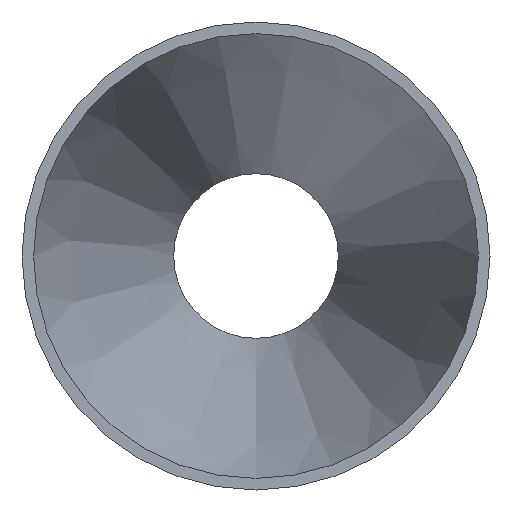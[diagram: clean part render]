
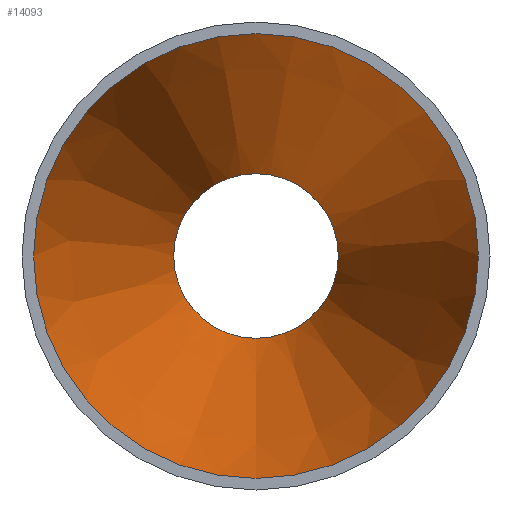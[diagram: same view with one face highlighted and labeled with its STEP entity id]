
A CAD part, front view. The second image highlights one B-rep face of the part: STEP entity #14093.
In plain terms, the highlighted conical face has half-angle 15.613 degrees and reference radius 39.923 mm.
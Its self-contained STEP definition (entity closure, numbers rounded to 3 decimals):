
#1801 = CARTESIAN_POINT ( 'NONE',  ( 0., 0., -39.923 ) ) ;
#1952 = DIRECTION ( 'NONE',  ( 0., 0., -1. ) ) ;
#2099 = AXIS2_PLACEMENT_3D ( 'NONE', #9559, #5097, #12571 ) ;
#3747 = DIRECTION ( 'NONE',  ( 0., -1., 0. ) ) ;
#4044 = CARTESIAN_POINT ( 'NONE',  ( 0., 0., 0. ) ) ;
#5097 = DIRECTION ( 'NONE',  ( 0., -1., 0. ) ) ;
#8356 = CARTESIAN_POINT ( 'NONE',  ( 0., 90., -14.773 ) ) ;
#8656 = VERTEX_POINT ( 'NONE', #1801 ) ;
#9559 = CARTESIAN_POINT ( 'NONE',  ( 0., 90., 0. ) ) ;
#10174 = CONICAL_SURFACE ( 'NONE', #17387, 39.923, 0.272 ) ;
#11241 = EDGE_CURVE ( 'NONE', #19921, #19921, #27885, .T. ) ;
#11633 = FACE_OUTER_BOUND ( 'NONE', #28912, .T. ) ;
#11776 = DIRECTION ( 'NONE',  ( 0., -1., 0. ) ) ;
#12225 = CARTESIAN_POINT ( 'NONE',  ( 0., 0., 0. ) ) ;
#12571 = DIRECTION ( 'NONE',  ( 0., 0., -1. ) ) ;
#14093 = ADVANCED_FACE ( 'NONE', ( #23167, #11633 ), #10174, .F. ) ;
#16003 = ORIENTED_EDGE ( 'NONE', *, *, #11241, .F. ) ;
#17387 = AXIS2_PLACEMENT_3D ( 'NONE', #12225, #11776, #21074 ) ;
#19508 = CIRCLE ( 'NONE', #29568, 39.923 ) ;
#19921 = VERTEX_POINT ( 'NONE', #8356 ) ;
#20592 = ORIENTED_EDGE ( 'NONE', *, *, #29493, .T. ) ;
#21074 = DIRECTION ( 'NONE',  ( 0., 0., -1. ) ) ;
#23167 = FACE_BOUND ( 'NONE', #24784, .T. ) ;
#24784 = EDGE_LOOP ( 'NONE', ( #16003 ) ) ;
#27885 = CIRCLE ( 'NONE', #2099, 14.773 ) ;
#28912 = EDGE_LOOP ( 'NONE', ( #20592 ) ) ;
#29493 = EDGE_CURVE ( 'NONE', #8656, #8656, #19508, .T. ) ;
#29568 = AXIS2_PLACEMENT_3D ( 'NONE', #4044, #3747, #1952 ) ;
